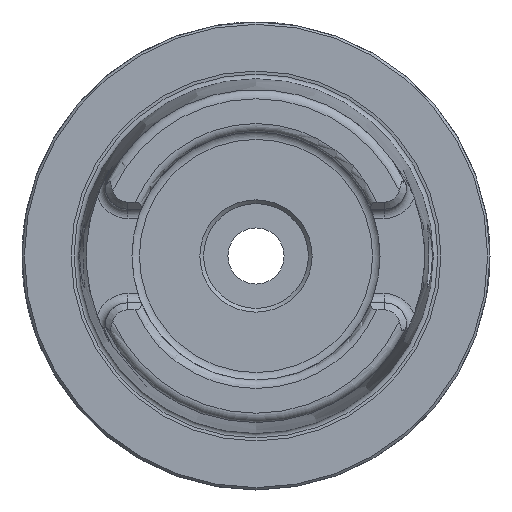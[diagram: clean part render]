
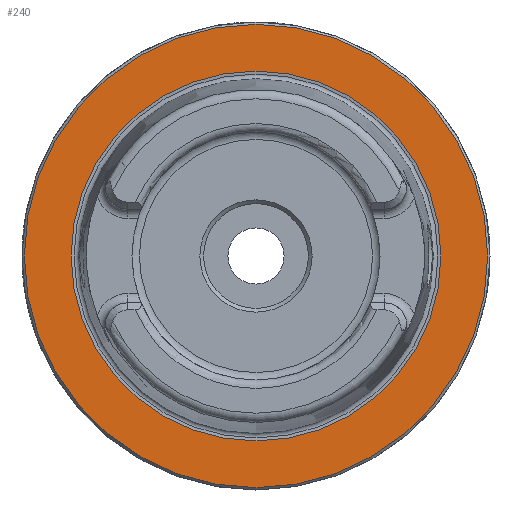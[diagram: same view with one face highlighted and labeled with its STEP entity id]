
A CAD part, left-side view. The second image highlights one B-rep face of the part: STEP entity #240.
In plain terms, the highlighted planar face has unit normal (-1, 0, 0).
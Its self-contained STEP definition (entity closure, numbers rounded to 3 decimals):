
#240 = ADVANCED_FACE( '', ( #621, #622 ), #623, .T. );
#621 = FACE_OUTER_BOUND( '', #1197, .T. );
#622 = FACE_BOUND( '', #1198, .T. );
#623 = PLANE( '', #1199 );
#1197 = EDGE_LOOP( '', ( #1844 ) );
#1198 = EDGE_LOOP( '', ( #1845 ) );
#1199 = AXIS2_PLACEMENT_3D( '', #1846, #1847, #1848 );
#1844 = ORIENTED_EDGE( '', *, *, #3127, .T. );
#1845 = ORIENTED_EDGE( '', *, *, #3128, .F. );
#1846 = CARTESIAN_POINT( '', ( 0., 0., 49.5 ) );
#1847 = DIRECTION( '', ( -1., 0., 0. ) );
#1848 = DIRECTION( '', ( 0., 0., 1. ) );
#3127 = EDGE_CURVE( '', #3706, #3706, #3707, .T. );
#3128 = EDGE_CURVE( '', #3708, #3708, #3709, .T. );
#3706 = VERTEX_POINT( '', #4795 );
#3707 = CIRCLE( '', #4796, 49.5 );
#3708 = VERTEX_POINT( '', #4797 );
#3709 = CIRCLE( '', #4798, 39.511 );
#4795 = CARTESIAN_POINT( '', ( 0., 0., 49.5 ) );
#4796 = AXIS2_PLACEMENT_3D( '', #6752, #6753, #6754 );
#4797 = CARTESIAN_POINT( '', ( 0., 0., 39.511 ) );
#4798 = AXIS2_PLACEMENT_3D( '', #6755, #6756, #6757 );
#6752 = CARTESIAN_POINT( '', ( 0., 0., 0. ) );
#6753 = DIRECTION( '', ( -1., 0., 0. ) );
#6754 = DIRECTION( '', ( 0., 0., 1. ) );
#6755 = CARTESIAN_POINT( '', ( 0., 0., 0. ) );
#6756 = DIRECTION( '', ( -1., 0., 0. ) );
#6757 = DIRECTION( '', ( 0., 0., 1. ) );
